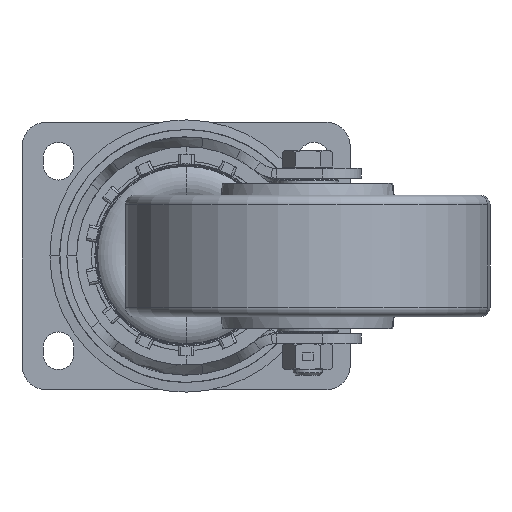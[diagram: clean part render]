
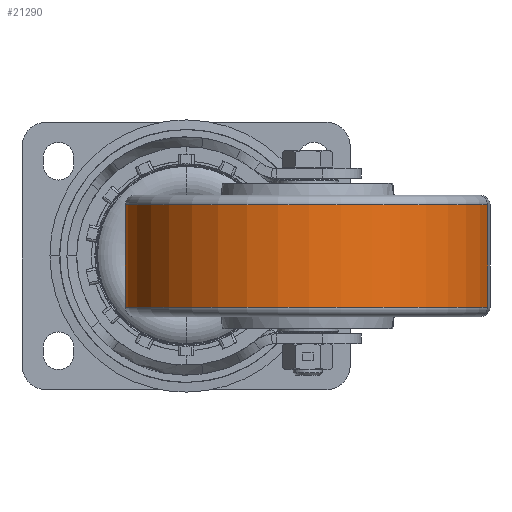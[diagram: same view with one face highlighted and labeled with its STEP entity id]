
A CAD part, front view. The second image highlights one B-rep face of the part: STEP entity #21290.
In plain terms, the highlighted cylindrical face has radius 75 mm (diameter 150 mm), a partial arc.
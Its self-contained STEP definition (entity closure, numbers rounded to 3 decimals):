
#188 = EDGE_CURVE ( 'NONE', #5300, #13075, #19311, .T. ) ;
#441 = CARTESIAN_POINT ( 'NONE',  ( 123.985, -137.296, 0. ) ) ;
#562 = ORIENTED_EDGE ( 'NONE', *, *, #23840, .T. ) ;
#778 = VECTOR ( 'NONE', #23067, 1000. ) ;
#843 = DIRECTION ( 'NONE',  ( -0.986, 0.164, 0. ) ) ;
#1871 = CARTESIAN_POINT ( 'NONE',  ( 50., -125., -21. ) ) ;
#1984 = DIRECTION ( 'NONE',  ( 0.986, -0.164, 0. ) ) ;
#3667 = CYLINDRICAL_SURFACE ( 'NONE', #10607, 75. ) ;
#5300 = VERTEX_POINT ( 'NONE', #15019 ) ;
#5337 = VERTEX_POINT ( 'NONE', #15101 ) ;
#5669 = CARTESIAN_POINT ( 'NONE',  ( 50., -125., 21. ) ) ;
#6562 = DIRECTION ( 'NONE',  ( 0., 0., -1. ) ) ;
#6804 = CIRCLE ( 'NONE', #19858, 75. ) ;
#10206 = CARTESIAN_POINT ( 'NONE',  ( -23.985, -112.704, 0. ) ) ;
#10280 = CARTESIAN_POINT ( 'NONE',  ( -23.985, -112.704, -21. ) ) ;
#10607 = AXIS2_PLACEMENT_3D ( 'NONE', #11996, #6562, #843 ) ;
#10732 = ORIENTED_EDGE ( 'NONE', *, *, #17582, .F. ) ;
#11857 = VERTEX_POINT ( 'NONE', #15437 ) ;
#11996 = CARTESIAN_POINT ( 'NONE',  ( 50., -125., 0. ) ) ;
#13075 = VERTEX_POINT ( 'NONE', #10280 ) ;
#15019 = CARTESIAN_POINT ( 'NONE',  ( -23.985, -112.704, 21. ) ) ;
#15101 = CARTESIAN_POINT ( 'NONE',  ( 123.985, -137.296, -21. ) ) ;
#15166 = DIRECTION ( 'NONE',  ( 0., 0., -1. ) ) ;
#15437 = CARTESIAN_POINT ( 'NONE',  ( 123.985, -137.296, 21. ) ) ;
#15691 = VECTOR ( 'NONE', #15166, 1000. ) ;
#16291 = LINE ( 'NONE', #441, #15691 ) ;
#16351 = ORIENTED_EDGE ( 'NONE', *, *, #188, .T. ) ;
#16864 = DIRECTION ( 'NONE',  ( 0., 0., -1. ) ) ;
#17582 = EDGE_CURVE ( 'NONE', #11857, #5337, #16291, .T. ) ;
#18418 = CIRCLE ( 'NONE', #19723, 75. ) ;
#19311 = LINE ( 'NONE', #10206, #778 ) ;
#19630 = FACE_OUTER_BOUND ( 'NONE', #23753, .T. ) ;
#19723 = AXIS2_PLACEMENT_3D ( 'NONE', #1871, #20172, #22300 ) ;
#19858 = AXIS2_PLACEMENT_3D ( 'NONE', #5669, #16864, #1984 ) ;
#20172 = DIRECTION ( 'NONE',  ( 0., 0., 1. ) ) ;
#21290 = ADVANCED_FACE ( 'NONE', ( #19630 ), #3667, .T. ) ;
#21415 = ORIENTED_EDGE ( 'NONE', *, *, #23383, .T. ) ;
#22300 = DIRECTION ( 'NONE',  ( -0.986, 0.164, 0. ) ) ;
#23067 = DIRECTION ( 'NONE',  ( 0., 0., -1. ) ) ;
#23383 = EDGE_CURVE ( 'NONE', #11857, #5300, #6804, .T. ) ;
#23753 = EDGE_LOOP ( 'NONE', ( #10732, #21415, #16351, #562 ) ) ;
#23840 = EDGE_CURVE ( 'NONE', #13075, #5337, #18418, .T. ) ;
